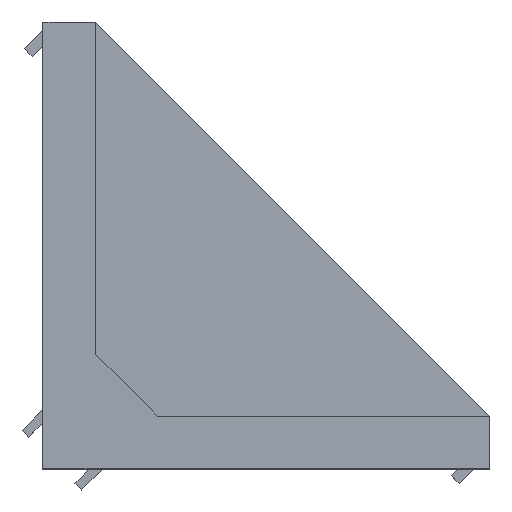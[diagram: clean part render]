
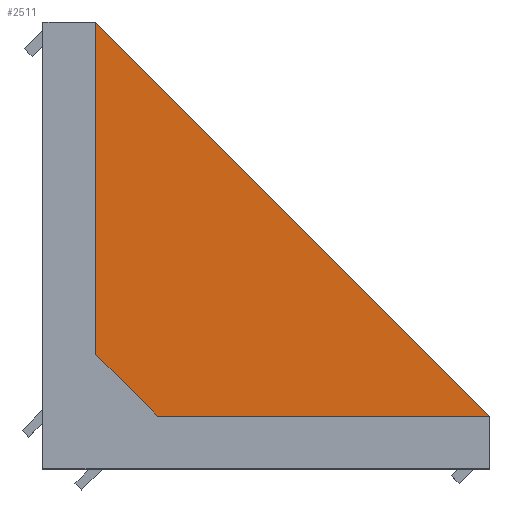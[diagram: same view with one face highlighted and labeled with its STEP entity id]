
A CAD part, top view. The second image highlights one B-rep face of the part: STEP entity #2511.
In plain terms, the highlighted planar face has unit normal (0, 0, 1).
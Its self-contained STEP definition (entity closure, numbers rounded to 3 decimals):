
#26 = FACE_OUTER_BOUND ( 'NONE', #3216, .T. ) ;
#45 = LINE ( 'NONE', #331, #1915 ) ;
#264 = CARTESIAN_POINT ( 'NONE',  ( 0., 0., -12. ) ) ;
#331 = CARTESIAN_POINT ( 'NONE',  ( 9., 76., -12. ) ) ;
#451 = VERTEX_POINT ( 'NONE', #720 ) ;
#565 = EDGE_CURVE ( 'NONE', #451, #2520, #45, .T. ) ;
#720 = CARTESIAN_POINT ( 'NONE',  ( 9., 76., -12. ) ) ;
#752 = CARTESIAN_POINT ( 'NONE',  ( 9., 9., -12. ) ) ;
#758 = DIRECTION ( 'NONE',  ( 0., 1., 0. ) ) ;
#1079 = DIRECTION ( 'NONE',  ( 0.707, -0.707, 0. ) ) ;
#1408 = ORIENTED_EDGE ( 'NONE', *, *, #565, .F. ) ;
#1483 = VECTOR ( 'NONE', #758, 1000. ) ;
#1557 = EDGE_CURVE ( 'NONE', #2520, #2034, #3274, .T. ) ;
#1659 = EDGE_CURVE ( 'NONE', #2034, #451, #1751, .T. ) ;
#1751 = LINE ( 'NONE', #1989, #1483 ) ;
#1757 = VECTOR ( 'NONE', #2748, 1000. ) ;
#1915 = VECTOR ( 'NONE', #1079, 1000. ) ;
#1989 = CARTESIAN_POINT ( 'NONE',  ( 9., 9., -12. ) ) ;
#2034 = VERTEX_POINT ( 'NONE', #752 ) ;
#2063 = ORIENTED_EDGE ( 'NONE', *, *, #1557, .F. ) ;
#2070 = PLANE ( 'NONE',  #2866 ) ;
#2316 = CARTESIAN_POINT ( 'NONE',  ( 76., 9., -12. ) ) ;
#2511 = ADVANCED_FACE ( 'NONE', ( #26 ), #2070, .F. ) ;
#2520 = VERTEX_POINT ( 'NONE', #2833 ) ;
#2748 = DIRECTION ( 'NONE',  ( -1., 0., 0. ) ) ;
#2781 = DIRECTION ( 'NONE',  ( -1., 0., 0. ) ) ;
#2833 = CARTESIAN_POINT ( 'NONE',  ( 76., 9., -12. ) ) ;
#2851 = DIRECTION ( 'NONE',  ( 0., 0., -1. ) ) ;
#2866 = AXIS2_PLACEMENT_3D ( 'NONE', #264, #2851, #2781 ) ;
#3176 = ORIENTED_EDGE ( 'NONE', *, *, #1659, .F. ) ;
#3216 = EDGE_LOOP ( 'NONE', ( #1408, #3176, #2063 ) ) ;
#3274 = LINE ( 'NONE', #2316, #1757 ) ;
